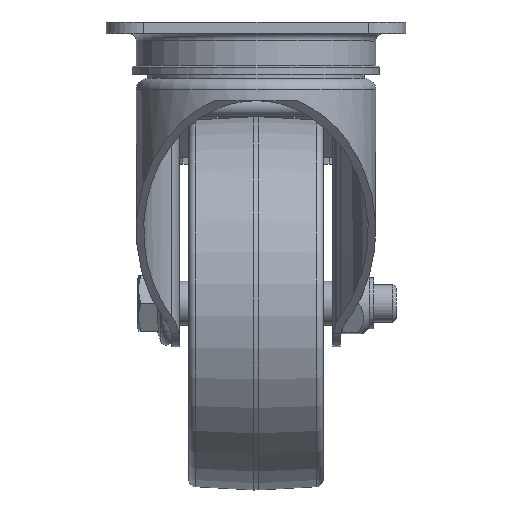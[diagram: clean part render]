
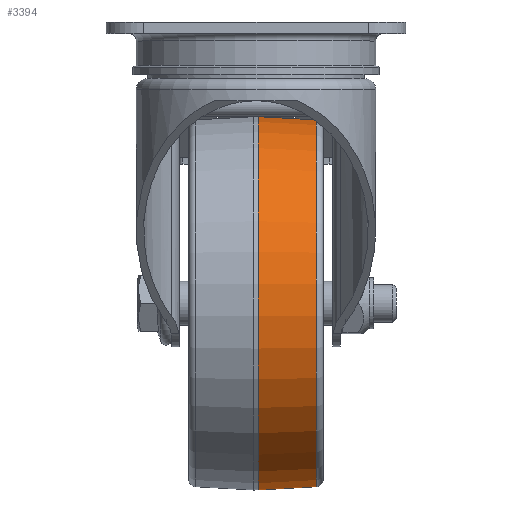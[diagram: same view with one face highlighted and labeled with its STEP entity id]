
A CAD part, top view. The second image highlights one B-rep face of the part: STEP entity #3394.
In plain terms, the highlighted conical face has half-angle 3.18 degrees and reference radius 49.5 mm.
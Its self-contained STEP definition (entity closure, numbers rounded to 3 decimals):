
#630=CONICAL_SURFACE('',#3638,49.5,3.18);
#668=FACE_BOUND('',#997,.T.);
#765=FACE_OUTER_BOUND('',#996,.T.);
#996=EDGE_LOOP('',(#2249));
#997=EDGE_LOOP('',(#2250));
#1290=CIRCLE('',#3637,49.105);
#1291=CIRCLE('',#3639,49.969);
#1471=VERTEX_POINT('',#5121);
#1472=VERTEX_POINT('',#5124);
#1789=EDGE_CURVE('',#1471,#1471,#1290,.T.);
#1790=EDGE_CURVE('',#1472,#1472,#1291,.T.);
#2249=ORIENTED_EDGE('',*,*,#1790,.F.);
#2250=ORIENTED_EDGE('',*,*,#1789,.F.);
#3394=ADVANCED_FACE('',(#765,#668),#630,.T.);
#3637=AXIS2_PLACEMENT_3D('',#5122,#4092,#4093);
#3638=AXIS2_PLACEMENT_3D('',#5123,#4094,#4095);
#3639=AXIS2_PLACEMENT_3D('',#5125,#4096,#4097);
#4092=DIRECTION('center_axis',(-1.,0.,0.));
#4093=DIRECTION('ref_axis',(0.,-1.,0.));
#4094=DIRECTION('center_axis',(1.,0.,0.));
#4095=DIRECTION('ref_axis',(0.,1.,0.));
#4096=DIRECTION('center_axis',(1.,0.,0.));
#4097=DIRECTION('ref_axis',(0.,-1.,0.));
#5121=CARTESIAN_POINT('',(-16.111,49.105,0.));
#5122=CARTESIAN_POINT('Origin',(-16.111,0.,0.));
#5123=CARTESIAN_POINT('Origin',(-9.,0.,0.));
#5124=CARTESIAN_POINT('',(-0.555,49.969,0.));
#5125=CARTESIAN_POINT('Origin',(-0.555,0.,0.));
